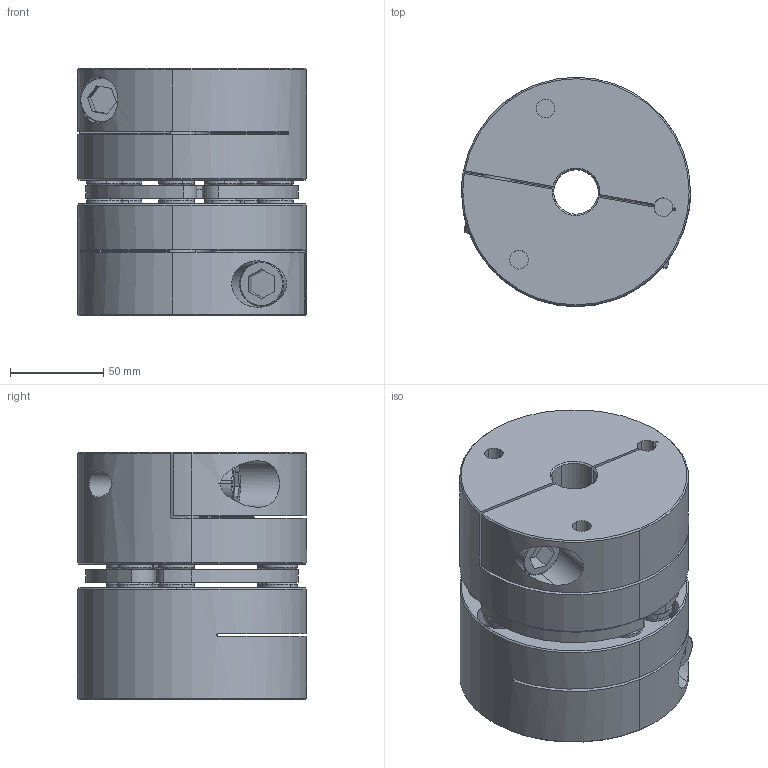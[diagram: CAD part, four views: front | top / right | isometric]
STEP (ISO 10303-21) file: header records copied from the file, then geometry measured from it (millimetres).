
FILE_DESCRIPTION (( 'STEP AP214' ), '1' );
FILE_NAME ('ZERO MAX-6A45-A1C-6A45-A1C-24mmB-24mmB.step', '2016-09-22T12:03:50', ( 'Windows User' ), ( '' ), 'SwSTEP 2.0', 'SolidWorks 2016', '' );
FILE_SCHEMA (( 'AUTOMOTIVE_DESIGN' ));
Length unit declared in the file: inch
Products named in the file (1): ZERO MAX-6A45-A1C-6A45-A1C-24mmB-24mmB
Bounding box: 123 x 123 x 132.75 mm (x, y, z)
Volume: 1314243.6 mm3; surface area: 189590 mm2
Topology: 1 solids, 10 shells, 592 faces, 1505 edges, 951 vertices
Faces by surface type: cylinder 286, cone 146, plane 106, bspline 54
Entity records: 19229 total; most frequent: CARTESIAN_POINT 4588, DIRECTION 3299, ORIENTED_EDGE 2974, EDGE_CURVE 1487, AXIS2_PLACEMENT_3D 1372, VERTEX_POINT 951, CIRCLE 833, EDGE_LOOP 680
